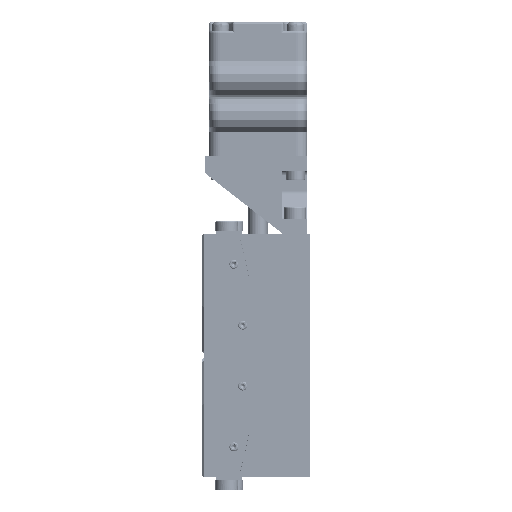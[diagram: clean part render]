
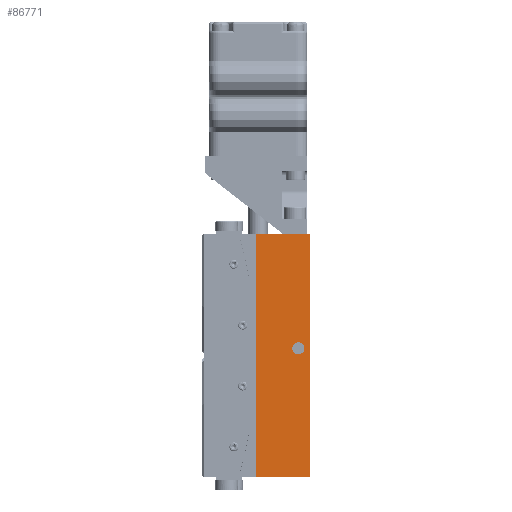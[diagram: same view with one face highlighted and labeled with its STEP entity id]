
A CAD part, left-side view. The second image highlights one B-rep face of the part: STEP entity #86771.
In plain terms, the highlighted planar face has unit normal (-1, 0, 0).
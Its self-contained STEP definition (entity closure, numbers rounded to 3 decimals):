
#231 = EDGE_CURVE ( 'NONE', #25966, #66488, #41913, .T. ) ;
#7642 = CARTESIAN_POINT ( 'NONE',  ( 0., 11., 50. ) ) ;
#8797 = DIRECTION ( 'NONE',  ( 1., 0., 0. ) ) ;
#9816 = FACE_OUTER_BOUND ( 'NONE', #16679, .T. ) ;
#10034 = EDGE_CURVE ( 'NONE', #24754, #77781, #77169, .T. ) ;
#10970 = AXIS2_PLACEMENT_3D ( 'NONE', #26068, #8797, #97931 ) ;
#11748 = AXIS2_PLACEMENT_3D ( 'NONE', #58596, #19329, #92209 ) ;
#11968 = DIRECTION ( 'NONE',  ( 0., 0., -1. ) ) ;
#12237 = DIRECTION ( 'NONE',  ( -1., 0., 0. ) ) ;
#16471 = VECTOR ( 'NONE', #11968, 1000. ) ;
#16679 = EDGE_LOOP ( 'NONE', ( #49122, #46080, #43616, #51053 ) ) ;
#19329 = DIRECTION ( 'NONE',  ( -1., 0., 0. ) ) ;
#21496 = ORIENTED_EDGE ( 'NONE', *, *, #231, .F. ) ;
#22116 = DIRECTION ( 'NONE',  ( 0., -1., 0. ) ) ;
#22214 = CARTESIAN_POINT ( 'NONE',  ( 0., 2.3, 25.25 ) ) ;
#24741 = DIRECTION ( 'NONE',  ( 0., -1., 0. ) ) ;
#24754 = VERTEX_POINT ( 'NONE', #7642 ) ;
#25966 = VERTEX_POINT ( 'NONE', #83898 ) ;
#26068 = CARTESIAN_POINT ( 'NONE',  ( 0., 11., 50. ) ) ;
#29159 = VECTOR ( 'NONE', #22116, 1000. ) ;
#33883 = DIRECTION ( 'NONE',  ( 0., 0., 1. ) ) ;
#36644 = EDGE_LOOP ( 'NONE', ( #21496, #45885 ) ) ;
#41726 = PLANE ( 'NONE',  #10970 ) ;
#41913 = CIRCLE ( 'NONE', #97309, 1.25 ) ;
#42494 = CARTESIAN_POINT ( 'NONE',  ( 0., 11., 50. ) ) ;
#43616 = ORIENTED_EDGE ( 'NONE', *, *, #10034, .F. ) ;
#45082 = VERTEX_POINT ( 'NONE', #45436 ) ;
#45436 = CARTESIAN_POINT ( 'NONE',  ( 0., 0., 0. ) ) ;
#45885 = ORIENTED_EDGE ( 'NONE', *, *, #101076, .F. ) ;
#46080 = ORIENTED_EDGE ( 'NONE', *, *, #48931, .F. ) ;
#48931 = EDGE_CURVE ( 'NONE', #77781, #45082, #100099, .T. ) ;
#49122 = ORIENTED_EDGE ( 'NONE', *, *, #83445, .T. ) ;
#51053 = ORIENTED_EDGE ( 'NONE', *, *, #58781, .T. ) ;
#58596 = CARTESIAN_POINT ( 'NONE',  ( 0., 2.3, 26.5 ) ) ;
#58781 = EDGE_CURVE ( 'NONE', #24754, #100564, #98188, .T. ) ;
#61893 = CARTESIAN_POINT ( 'NONE',  ( 0., 11., 50. ) ) ;
#62637 = VECTOR ( 'NONE', #24741, 1000. ) ;
#66488 = VERTEX_POINT ( 'NONE', #22214 ) ;
#68811 = CARTESIAN_POINT ( 'NONE',  ( 0., 2.3, 26.5 ) ) ;
#71933 = CARTESIAN_POINT ( 'NONE',  ( 0., 11., 0. ) ) ;
#73318 = CARTESIAN_POINT ( 'NONE',  ( 0., 0., 50. ) ) ;
#73864 = CARTESIAN_POINT ( 'NONE',  ( 0., 0., 50. ) ) ;
#77169 = LINE ( 'NONE', #61893, #29159 ) ;
#77613 = VECTOR ( 'NONE', #90289, 1000. ) ;
#77781 = VERTEX_POINT ( 'NONE', #73318 ) ;
#79156 = CARTESIAN_POINT ( 'NONE',  ( 0., 11., 0. ) ) ;
#80395 = CIRCLE ( 'NONE', #11748, 1.25 ) ;
#81654 = FACE_BOUND ( 'NONE', #36644, .T. ) ;
#83445 = EDGE_CURVE ( 'NONE', #100564, #45082, #101525, .T. ) ;
#83898 = CARTESIAN_POINT ( 'NONE',  ( 0., 2.3, 27.75 ) ) ;
#86771 = ADVANCED_FACE ( 'NONE', ( #81654, #9816 ), #41726, .F. ) ;
#90289 = DIRECTION ( 'NONE',  ( 0., 0., -1. ) ) ;
#92209 = DIRECTION ( 'NONE',  ( 0., 0., 1. ) ) ;
#97309 = AXIS2_PLACEMENT_3D ( 'NONE', #68811, #12237, #33883 ) ;
#97931 = DIRECTION ( 'NONE',  ( 0., 0., -1. ) ) ;
#98188 = LINE ( 'NONE', #42494, #77613 ) ;
#100099 = LINE ( 'NONE', #73864, #16471 ) ;
#100564 = VERTEX_POINT ( 'NONE', #79156 ) ;
#101076 = EDGE_CURVE ( 'NONE', #66488, #25966, #80395, .T. ) ;
#101525 = LINE ( 'NONE', #71933, #62637 ) ;
